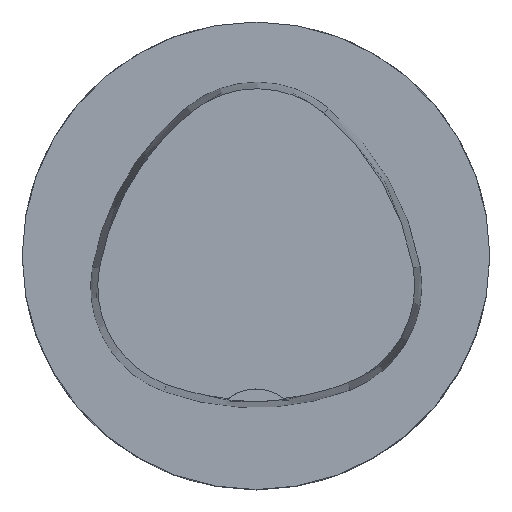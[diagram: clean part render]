
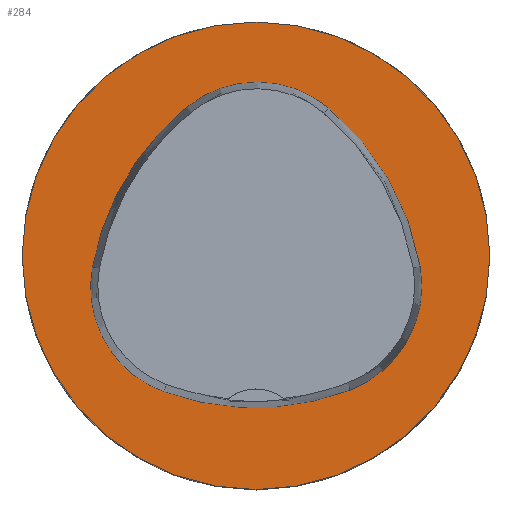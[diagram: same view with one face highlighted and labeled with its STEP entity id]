
A CAD part, top view. The second image highlights one B-rep face of the part: STEP entity #284.
In plain terms, the highlighted planar face has unit normal (0, 0, 1).
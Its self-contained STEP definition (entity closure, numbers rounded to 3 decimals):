
#284=ADVANCED_FACE('',(#388,#389),#344,.T.);
#344=PLANE('',#1053);
#388=FACE_BOUND('',#467,.T.);
#389=FACE_BOUND('',#468,.T.);
#467=EDGE_LOOP('',(#616,#617,#618,#619,#620,#621));
#468=EDGE_LOOP('',(#622));
#616=ORIENTED_EDGE('',*,*,#897,.T.);
#617=ORIENTED_EDGE('',*,*,#877,.T.);
#618=ORIENTED_EDGE('',*,*,#881,.T.);
#619=ORIENTED_EDGE('',*,*,#884,.T.);
#620=ORIENTED_EDGE('',*,*,#887,.T.);
#621=ORIENTED_EDGE('',*,*,#895,.T.);
#622=ORIENTED_EDGE('',*,*,#867,.F.);
#784=VERTEX_POINT('',#1468);
#794=VERTEX_POINT('',#1489);
#795=VERTEX_POINT('',#1490);
#798=VERTEX_POINT('',#1498);
#800=VERTEX_POINT('',#1504);
#802=VERTEX_POINT('',#1510);
#809=VERTEX_POINT('',#1531);
#867=EDGE_CURVE('',#784,#784,#966,.T.);
#877=EDGE_CURVE('',#794,#795,#968,.T.);
#881=EDGE_CURVE('',#795,#798,#970,.T.);
#884=EDGE_CURVE('',#798,#800,#972,.T.);
#887=EDGE_CURVE('',#800,#802,#974,.T.);
#895=EDGE_CURVE('',#802,#809,#978,.T.);
#897=EDGE_CURVE('',#809,#794,#980,.T.);
#966=CIRCLE('',#1024,31.5);
#968=CIRCLE('',#1031,36.0);
#970=CIRCLE('',#1034,15.0);
#972=CIRCLE('',#1037,36.0);
#974=CIRCLE('',#1040,15.0);
#978=CIRCLE('',#1045,36.0);
#980=CIRCLE('',#1048,15.0);
#1024=AXIS2_PLACEMENT_3D('',#1467,#1166,#1167);
#1031=AXIS2_PLACEMENT_3D('',#1488,#1184,#1185);
#1034=AXIS2_PLACEMENT_3D('',#1497,#1192,#1193);
#1037=AXIS2_PLACEMENT_3D('',#1503,#1199,#1200);
#1040=AXIS2_PLACEMENT_3D('',#1509,#1206,#1207);
#1045=AXIS2_PLACEMENT_3D('',#1532,#1218,#1219);
#1048=AXIS2_PLACEMENT_3D('',#1535,#1224,#1225);
#1053=AXIS2_PLACEMENT_3D('',#1540,#1234,#1235);
#1166=DIRECTION('',(0.0,0.0,-1.0));
#1167=DIRECTION('',(-1.0,0.0,0.0));
#1184=DIRECTION('',(0.0,0.0,-1.0));
#1185=DIRECTION('',(-1.0,0.0,0.0));
#1192=DIRECTION('',(0.0,0.0,-1.0));
#1193=DIRECTION('',(-1.0,0.0,0.0));
#1199=DIRECTION('',(0.0,0.0,-1.0));
#1200=DIRECTION('',(-1.0,0.0,0.0));
#1206=DIRECTION('',(0.0,0.0,-1.0));
#1207=DIRECTION('',(-1.0,0.0,0.0));
#1218=DIRECTION('',(0.0,0.0,-1.0));
#1219=DIRECTION('',(-1.0,0.0,0.0));
#1224=DIRECTION('',(0.0,0.0,-1.0));
#1225=DIRECTION('',(-1.0,0.0,0.0));
#1234=DIRECTION('',(0.0,0.0,1.0));
#1235=DIRECTION('',(1.0,0.0,0.0));
#1467=CARTESIAN_POINT('',(0.0,0.0,0.0));
#1468=CARTESIAN_POINT('',(-31.5,0.0,0.0));
#1488=CARTESIAN_POINT('',(13.398,-7.893,0.0));
#1489=CARTESIAN_POINT('',(-22.041,-1.562,0.0));
#1490=CARTESIAN_POINT('',(-9.317,20.036,0.0));
#1497=CARTESIAN_POINT('',(0.148,8.399,0.0));
#1498=CARTESIAN_POINT('',(9.779,19.898,0.0));
#1503=CARTESIAN_POINT('',(-13.337,-7.7,0.0));
#1504=CARTESIAN_POINT('',(22.122,-1.48,0.0));
#1509=CARTESIAN_POINT('',(7.347,-4.071,0.0));
#1510=CARTESIAN_POINT('',(12.693,-18.087,0.0));
#1531=CARTESIAN_POINT('',(-12.373,-18.307,0.0));
#1532=CARTESIAN_POINT('',(-0.137,15.55,0.0));
#1535=CARTESIAN_POINT('',(-7.275,-4.2,0.0));
#1540=CARTESIAN_POINT('',(0.0,0.0,0.0));
